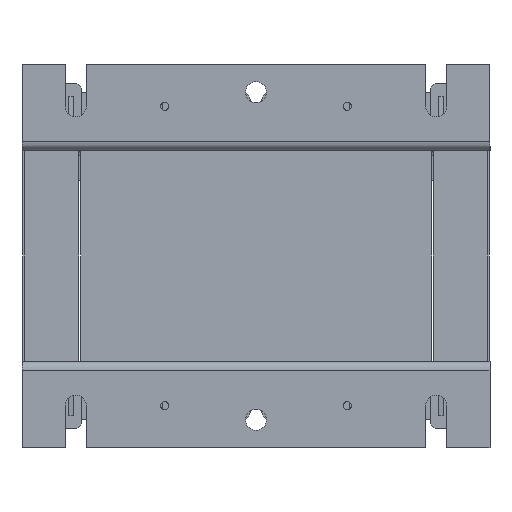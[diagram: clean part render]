
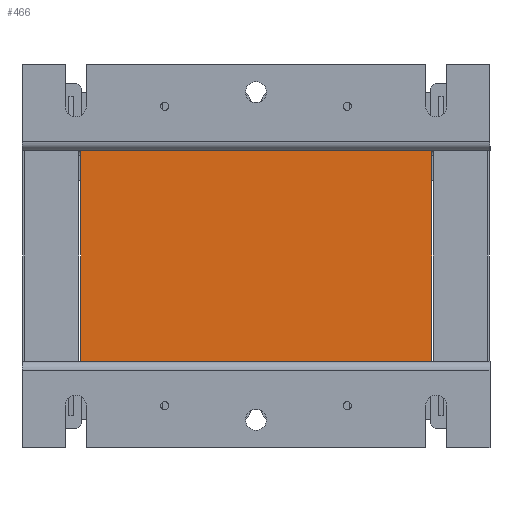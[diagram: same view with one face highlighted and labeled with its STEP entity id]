
A CAD part, front view. The second image highlights one B-rep face of the part: STEP entity #466.
In plain terms, the highlighted planar face has unit normal (0, -1, 0).
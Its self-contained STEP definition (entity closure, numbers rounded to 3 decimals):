
#348=CARTESIAN_POINT('',(0.0,0.0,90.0));
#349=VERTEX_POINT('',#348);
#366=CARTESIAN_POINT('',(0.0,0.0,0.0));
#367=VERTEX_POINT('',#366);
#374=CARTESIAN_POINT('',(0.0,0.0,0.0));
#375=DIRECTION('',(0.0,0.0,1.0));
#376=VECTOR('',#375,90.0);
#377=LINE('',#374,#376);
#378=EDGE_CURVE('',#367,#349,#377,.T.);
#419=CARTESIAN_POINT('',(150.,0.0,90.0));
#420=VERTEX_POINT('',#419);
#427=CARTESIAN_POINT('',(150.,0.0,0.0));
#428=VERTEX_POINT('',#427);
#429=CARTESIAN_POINT('',(150.,0.0,0.0));
#430=DIRECTION('',(0.0,0.0,1.0));
#431=VECTOR('',#430,90.0);
#432=LINE('',#429,#431);
#433=EDGE_CURVE('',#428,#420,#432,.T.);
#445=CARTESIAN_POINT('',(150.,0.0,0.0));
#446=DIRECTION('',(0.0,-1.0,0.0));
#447=DIRECTION('',(0.0,0.0,-1.0));
#448=AXIS2_PLACEMENT_3D('',#445,#446,#447);
#449=PLANE('',#448);
#450=CARTESIAN_POINT('',(150.,0.0,90.0));
#451=DIRECTION('',(-1.0,0.0,0.0));
#452=VECTOR('',#451,150.);
#453=LINE('',#450,#452);
#454=EDGE_CURVE('',#420,#349,#453,.T.);
#455=ORIENTED_EDGE('',*,*,#454,.T.);
#456=ORIENTED_EDGE('',*,*,#378,.F.);
#457=CARTESIAN_POINT('',(0.0,0.0,0.0));
#458=DIRECTION('',(1.0,0.0,0.0));
#459=VECTOR('',#458,150.);
#460=LINE('',#457,#459);
#461=EDGE_CURVE('',#367,#428,#460,.T.);
#462=ORIENTED_EDGE('',*,*,#461,.T.);
#463=ORIENTED_EDGE('',*,*,#433,.T.);
#464=EDGE_LOOP('',(#455,#456,#462,#463));
#465=FACE_OUTER_BOUND('',#464,.T.);
#466=ADVANCED_FACE('',(#465),#449,.T.);
